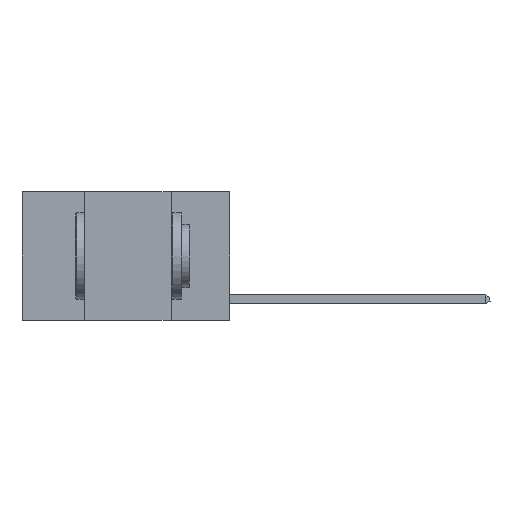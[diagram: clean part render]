
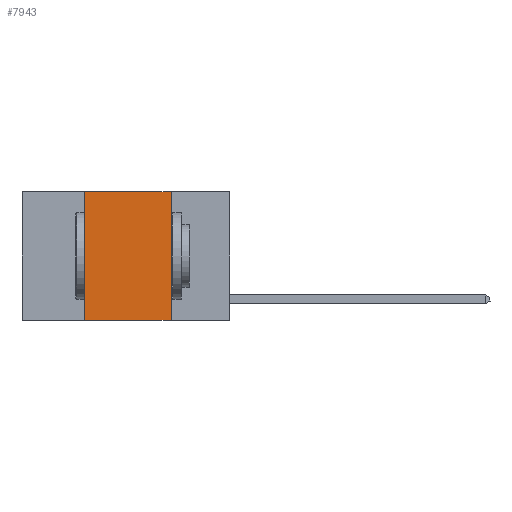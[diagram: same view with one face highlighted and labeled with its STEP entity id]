
A CAD part, left-side view. The second image highlights one B-rep face of the part: STEP entity #7943.
In plain terms, the highlighted planar face has unit normal (-1, 0, 0).
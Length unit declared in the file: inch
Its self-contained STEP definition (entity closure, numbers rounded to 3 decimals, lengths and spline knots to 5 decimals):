
#1324 = EDGE_CURVE ( 'NONE', #3486, #2158, #14278, .T. ) ;
#1544 = FACE_OUTER_BOUND ( 'NONE', #4510, .T. ) ;
#2158 = VERTEX_POINT ( 'NONE', #14850 ) ;
#2172 = VECTOR ( 'NONE', #17046, 39.37008 ) ;
#2612 = LINE ( 'NONE', #15690, #2172 ) ;
#2850 = CARTESIAN_POINT ( 'NONE',  ( 0., 0.42, -0.37 ) ) ;
#2933 = DIRECTION ( 'NONE',  ( 0., 0., 1. ) ) ;
#3042 = DIRECTION ( 'NONE',  ( 0., -1., 0. ) ) ;
#3298 = ORIENTED_EDGE ( 'NONE', *, *, #10427, .F. ) ;
#3325 = DIRECTION ( 'NONE',  ( 1., 0., 0. ) ) ;
#3486 = VERTEX_POINT ( 'NONE', #2850 ) ;
#4510 = EDGE_LOOP ( 'NONE', ( #10121, #3298, #17648, #7405 ) ) ;
#4836 = EDGE_CURVE ( 'NONE', #3486, #7270, #16071, .T. ) ;
#5583 = CARTESIAN_POINT ( 'NONE',  ( 0., 0.17, 0. ) ) ;
#6272 = CARTESIAN_POINT ( 'NONE',  ( 0., 0.6, -0.37 ) ) ;
#6818 = DIRECTION ( 'NONE',  ( 0., -1., 0. ) ) ;
#7270 = VERTEX_POINT ( 'NONE', #16736 ) ;
#7405 = ORIENTED_EDGE ( 'NONE', *, *, #1324, .T. ) ;
#7444 = LINE ( 'NONE', #11176, #9143 ) ;
#7943 = ADVANCED_FACE ( 'NONE', ( #1544 ), #10119, .F. ) ;
#8064 = AXIS2_PLACEMENT_3D ( 'NONE', #14079, #3325, #12784 ) ;
#8555 = EDGE_CURVE ( 'NONE', #12233, #2158, #2612, .T. ) ;
#9143 = VECTOR ( 'NONE', #3042, 39.37008 ) ;
#10119 = PLANE ( 'NONE',  #8064 ) ;
#10121 = ORIENTED_EDGE ( 'NONE', *, *, #8555, .F. ) ;
#10427 = EDGE_CURVE ( 'NONE', #7270, #12233, #7444, .T. ) ;
#11176 = CARTESIAN_POINT ( 'NONE',  ( 0., 0.6, 0. ) ) ;
#12233 = VERTEX_POINT ( 'NONE', #5583 ) ;
#12784 = DIRECTION ( 'NONE',  ( 0., 0., -1. ) ) ;
#14079 = CARTESIAN_POINT ( 'NONE',  ( 0., 0.6, 0. ) ) ;
#14278 = LINE ( 'NONE', #6272, #17011 ) ;
#14850 = CARTESIAN_POINT ( 'NONE',  ( 0., 0.17, -0.37 ) ) ;
#15645 = VECTOR ( 'NONE', #2933, 39.37008 ) ;
#15690 = CARTESIAN_POINT ( 'NONE',  ( 0., 0.17, 0. ) ) ;
#16071 = LINE ( 'NONE', #16391, #15645 ) ;
#16391 = CARTESIAN_POINT ( 'NONE',  ( 0., 0.42, 0. ) ) ;
#16736 = CARTESIAN_POINT ( 'NONE',  ( 0., 0.42, 0. ) ) ;
#17011 = VECTOR ( 'NONE', #6818, 39.37008 ) ;
#17046 = DIRECTION ( 'NONE',  ( 0., 0., -1. ) ) ;
#17648 = ORIENTED_EDGE ( 'NONE', *, *, #4836, .F. ) ;
